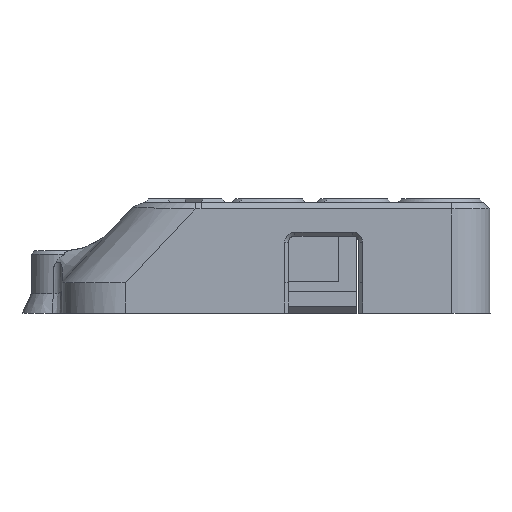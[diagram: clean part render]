
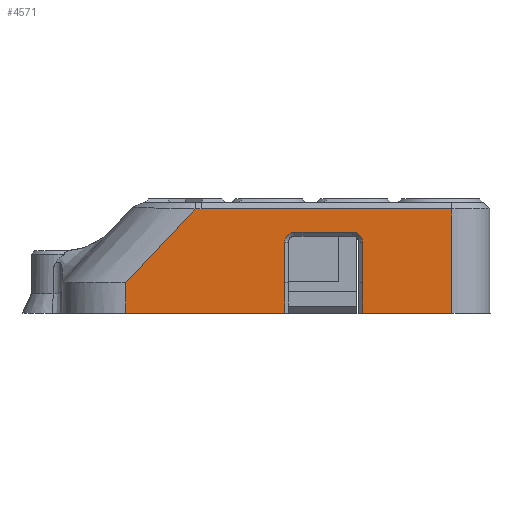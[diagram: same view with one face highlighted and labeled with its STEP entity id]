
A CAD part, front view. The second image highlights one B-rep face of the part: STEP entity #4571.
In plain terms, the highlighted planar face has unit normal (0, -1, 0).
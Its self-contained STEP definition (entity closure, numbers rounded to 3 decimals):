
#261=B_SPLINE_CURVE_WITH_KNOTS('',3,(#9487,#9488,#9489,#9490),
 .UNSPECIFIED.,.F.,.F.,(4,4),(-1.875,-1.246),
 .UNSPECIFIED.);
#262=B_SPLINE_CURVE_WITH_KNOTS('',3,(#9492,#9493,#9494,#9495,#9496,#9497,
#9498),.UNSPECIFIED.,.F.,.F.,(4,3,4),(-0.728,-0.62,
-0.475),.UNSPECIFIED.);
#263=B_SPLINE_CURVE_WITH_KNOTS('',3,(#9500,#9501,#9502,#9503),
 .UNSPECIFIED.,.F.,.F.,(4,4),(-2.471,-1.571),
 .UNSPECIFIED.);
#264=B_SPLINE_CURVE_WITH_KNOTS('',3,(#9505,#9506,#9507,#9508,#9509,#9510,
#9511),.UNSPECIFIED.,.F.,.F.,(4,3,4),(-0.637,-0.493,
-0.385),.UNSPECIFIED.);
#265=B_SPLINE_CURVE_WITH_KNOTS('',3,(#9512,#9513,#9514,#9515),
 .UNSPECIFIED.,.F.,.F.,(4,4),(-0.755,-0.126),
 .UNSPECIFIED.);
#266=B_SPLINE_CURVE_WITH_KNOTS('',3,(#9521,#9522,#9523,#9524),
 .UNSPECIFIED.,.F.,.F.,(4,4),(-3.9,-3.806),
 .UNSPECIFIED.);
#426=PLANE('',#4876);
#654=FACE_OUTER_BOUND('',#941,.T.);
#941=EDGE_LOOP('',(#4113,#4114,#4115,#4116,#4117,#4118,#4119,#4120,#4121,
#4122,#4123,#4124,#4125,#4126));
#1077=LINE('',#5970,#1517);
#1316=LINE('',#7443,#1756);
#1411=LINE('',#8646,#1851);
#1447=LINE('',#9484,#1887);
#1448=LINE('',#9517,#1888);
#1449=LINE('',#9519,#1889);
#1450=LINE('',#9526,#1890);
#1451=LINE('',#9527,#1891);
#1517=VECTOR('',#4963,10.);
#1756=VECTOR('',#5444,10.);
#1851=VECTOR('',#5663,10.);
#1887=VECTOR('',#5783,10.);
#1888=VECTOR('',#5786,10.);
#1889=VECTOR('',#5787,10.);
#1890=VECTOR('',#5788,11.687);
#1891=VECTOR('',#5789,10.);
#1959=VERTEX_POINT('',#5967);
#1960=VERTEX_POINT('',#5969);
#2187=VERTEX_POINT('',#7440);
#2188=VERTEX_POINT('',#7442);
#2290=VERTEX_POINT('',#8645);
#2336=VERTEX_POINT('',#9482);
#2337=VERTEX_POINT('',#9486);
#2338=VERTEX_POINT('',#9491);
#2339=VERTEX_POINT('',#9499);
#2340=VERTEX_POINT('',#9504);
#2341=VERTEX_POINT('',#9516);
#2342=VERTEX_POINT('',#9518);
#2343=VERTEX_POINT('',#9520);
#2344=VERTEX_POINT('',#9525);
#2395=EDGE_CURVE('',#1959,#1960,#1077,.F.);
#2719=EDGE_CURVE('',#2187,#2188,#1316,.F.);
#2865=EDGE_CURVE('',#2188,#2290,#1411,.T.);
#2952=EDGE_CURVE('',#2336,#1959,#1447,.T.);
#2953=EDGE_CURVE('',#2336,#2337,#261,.T.);
#2954=EDGE_CURVE('',#2337,#2338,#262,.T.);
#2955=EDGE_CURVE('',#2338,#2339,#263,.T.);
#2956=EDGE_CURVE('',#2339,#2340,#264,.T.);
#2957=EDGE_CURVE('',#2340,#2290,#265,.T.);
#2958=EDGE_CURVE('',#2187,#2341,#1448,.T.);
#2959=EDGE_CURVE('',#2342,#2341,#1449,.T.);
#2960=EDGE_CURVE('',#2343,#2342,#266,.T.);
#2961=EDGE_CURVE('',#2344,#2343,#1450,.T.);
#2962=EDGE_CURVE('',#1960,#2344,#1451,.T.);
#4113=ORIENTED_EDGE('',*,*,#2395,.F.);
#4114=ORIENTED_EDGE('',*,*,#2952,.F.);
#4115=ORIENTED_EDGE('',*,*,#2953,.T.);
#4116=ORIENTED_EDGE('',*,*,#2954,.T.);
#4117=ORIENTED_EDGE('',*,*,#2955,.T.);
#4118=ORIENTED_EDGE('',*,*,#2956,.T.);
#4119=ORIENTED_EDGE('',*,*,#2957,.T.);
#4120=ORIENTED_EDGE('',*,*,#2865,.F.);
#4121=ORIENTED_EDGE('',*,*,#2719,.F.);
#4122=ORIENTED_EDGE('',*,*,#2958,.T.);
#4123=ORIENTED_EDGE('',*,*,#2959,.F.);
#4124=ORIENTED_EDGE('',*,*,#2960,.F.);
#4125=ORIENTED_EDGE('',*,*,#2961,.F.);
#4126=ORIENTED_EDGE('',*,*,#2962,.F.);
#4571=ADVANCED_FACE('',(#654),#426,.F.);
#4876=AXIS2_PLACEMENT_3D('',#9485,#5784,#5785);
#4963=DIRECTION('',(1.,0.,0.));
#5444=DIRECTION('',(1.,0.,0.));
#5663=DIRECTION('',(0.,0.,1.));
#5783=DIRECTION('',(0.,0.,-1.));
#5784=DIRECTION('center_axis',(0.,1.,0.));
#5785=DIRECTION('ref_axis',(1.,0.,0.));
#5786=DIRECTION('',(0.,0.,1.));
#5787=DIRECTION('',(1.,0.,0.));
#5788=DIRECTION('',(0.685,0.,0.729));
#5789=DIRECTION('',(0.,0.,1.));
#5967=CARTESIAN_POINT('',(8.067,-45.746,49.986));
#5969=CARTESIAN_POINT('',(-16.794,-45.746,49.986));
#5970=CARTESIAN_POINT('',(7.788,-45.746,49.986));
#7440=CARTESIAN_POINT('',(34.206,-45.746,49.986));
#7442=CARTESIAN_POINT('',(20.267,-45.746,49.986));
#7443=CARTESIAN_POINT('',(7.788,-45.746,49.986));
#8645=CARTESIAN_POINT('',(20.267,-45.746,54.786));
#8646=CARTESIAN_POINT('',(20.267,-45.746,52.486));
#9482=CARTESIAN_POINT('',(8.067,-45.746,54.786));
#9484=CARTESIAN_POINT('',(8.067,-45.746,52.486));
#9485=CARTESIAN_POINT('Origin',(-16.794,-45.746,49.986));
#9486=CARTESIAN_POINT('',(8.067,-45.746,61.076));
#9487=CARTESIAN_POINT('Ctrl Pts',(8.067,-45.746,54.786));
#9488=CARTESIAN_POINT('Ctrl Pts',(8.067,-45.746,56.883));
#9489=CARTESIAN_POINT('Ctrl Pts',(8.067,-45.746,58.98));
#9490=CARTESIAN_POINT('Ctrl Pts',(8.067,-45.746,61.076));
#9491=CARTESIAN_POINT('',(9.667,-45.746,62.676));
#9492=CARTESIAN_POINT('Ctrl Pts',(8.067,-45.746,61.076));
#9493=CARTESIAN_POINT('Ctrl Pts',(8.067,-45.746,61.435));
#9494=CARTESIAN_POINT('Ctrl Pts',(8.193,-45.746,61.795));
#9495=CARTESIAN_POINT('Ctrl Pts',(8.417,-45.746,62.074));
#9496=CARTESIAN_POINT('Ctrl Pts',(8.715,-45.746,62.447));
#9497=CARTESIAN_POINT('Ctrl Pts',(9.189,-45.746,62.676));
#9498=CARTESIAN_POINT('Ctrl Pts',(9.667,-45.746,62.676));
#9499=CARTESIAN_POINT('',(18.667,-45.746,62.676));
#9500=CARTESIAN_POINT('Ctrl Pts',(9.667,-45.746,62.676));
#9501=CARTESIAN_POINT('Ctrl Pts',(12.667,-45.746,62.676));
#9502=CARTESIAN_POINT('Ctrl Pts',(15.667,-45.746,62.676));
#9503=CARTESIAN_POINT('Ctrl Pts',(18.667,-45.746,62.676));
#9504=CARTESIAN_POINT('',(20.267,-45.746,61.076));
#9505=CARTESIAN_POINT('Ctrl Pts',(18.667,-45.746,62.676));
#9506=CARTESIAN_POINT('Ctrl Pts',(19.146,-45.746,62.676));
#9507=CARTESIAN_POINT('Ctrl Pts',(19.62,-45.746,62.447));
#9508=CARTESIAN_POINT('Ctrl Pts',(19.918,-45.746,62.074));
#9509=CARTESIAN_POINT('Ctrl Pts',(20.142,-45.746,61.795));
#9510=CARTESIAN_POINT('Ctrl Pts',(20.267,-45.746,61.435));
#9511=CARTESIAN_POINT('Ctrl Pts',(20.267,-45.746,61.076));
#9512=CARTESIAN_POINT('Ctrl Pts',(20.267,-45.746,61.076));
#9513=CARTESIAN_POINT('Ctrl Pts',(20.267,-45.746,58.98));
#9514=CARTESIAN_POINT('Ctrl Pts',(20.267,-45.746,56.883));
#9515=CARTESIAN_POINT('Ctrl Pts',(20.267,-45.746,54.786));
#9516=CARTESIAN_POINT('',(34.206,-45.746,66.306));
#9517=CARTESIAN_POINT('',(34.206,-45.746,50.786));
#9518=CARTESIAN_POINT('',(-5.038,-45.746,66.306));
#9519=CARTESIAN_POINT('',(-2.85,-45.746,66.306));
#9520=CARTESIAN_POINT('',(-5.976,-45.746,66.307));
#9521=CARTESIAN_POINT('Ctrl Pts',(-5.976,-45.746,66.307));
#9522=CARTESIAN_POINT('Ctrl Pts',(-5.661,-45.746,66.306));
#9523=CARTESIAN_POINT('Ctrl Pts',(-5.35,-45.746,66.306));
#9524=CARTESIAN_POINT('Ctrl Pts',(-5.038,-45.746,66.306));
#9525=CARTESIAN_POINT('',(-16.794,-45.746,54.786));
#9526=CARTESIAN_POINT('',(-16.794,-45.746,54.786));
#9527=CARTESIAN_POINT('',(-16.794,-45.746,50.786));
